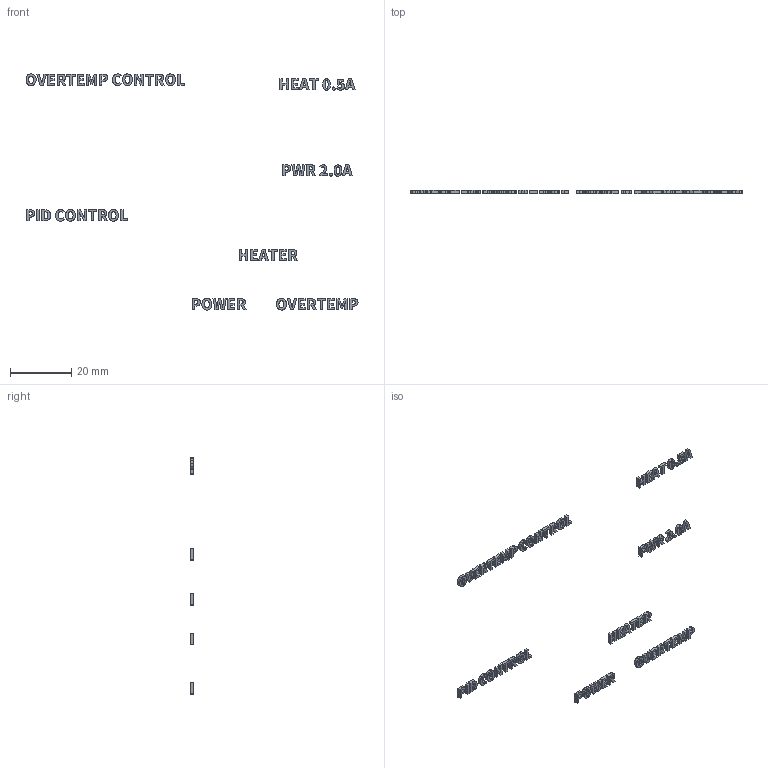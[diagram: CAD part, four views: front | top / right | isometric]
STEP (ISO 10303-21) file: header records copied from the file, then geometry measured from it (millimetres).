
FILE_DESCRIPTION(/* description */ ('STEP AP242','CAx-IF Rec.Pracs.---Representation and Presentation of Product Manufacturing Information (PMI)---4.0---2014-10-13','CAx-IF Rec.Pracs.---3D Tessellated Geometry---0.4---2014-09-14','2;1'),/* implementation_level */ '2;1');
FILE_NAME(/* name */ '678a7900fb0a3a3e9e515723',/* time_stamp */ '2025-01-17T15:36:34Z',/* author */ (''),/* organization */ (''),/* preprocessor_version */ 'ST-DEVELOPER v20',/* originating_system */ 'ONSHAPE BY PTC INC, 1.192',/* authorisation */ ' ');
FILE_SCHEMA (('AP242_MANAGED_MODEL_BASED_3D_ENGINEERING_MIM_LF { 1 0 10303 442 1 1 4 }'));
Length unit declared in the file: metre
Products named in the file (59): Part 57; Part 3; Part 4; Part 5; Part 6; Part 7; Part 8; Part 9; Part 10; Part 11; Part 12; Part 13; Part 14; Part 15; Part 16; Part 17; Part 18; Part 19; Part 20; Part 21; Part 22; Part 23; Part 24; Part 25; Part 26; Part 27; Part 28; Part 29; Part 30; Part 31; Part 32; Part 33; Part 34; Part 35; Part 36; Part 37; Part 38; Part 39; Part 40; Part 41 ...
Bounding box: 108.01 x 1 x 76.82 mm (x, y, z)
Volume: 347.6 mm3; surface area: 1679.5 mm2
Topology: 59 solids, 59 shells, 1063 faces, 2835 edges, 1890 vertices
Faces by surface type: plane 607, bspline 268, cylinder 188
Entity records: 35393 total; most frequent: CARTESIAN_POINT 8795, ORIENTED_EDGE 5670, DIRECTION 4383, EDGE_CURVE 2835, LINE 1923, VECTOR 1923, VERTEX_POINT 1890, AXIS2_PLACEMENT_3D 1230
